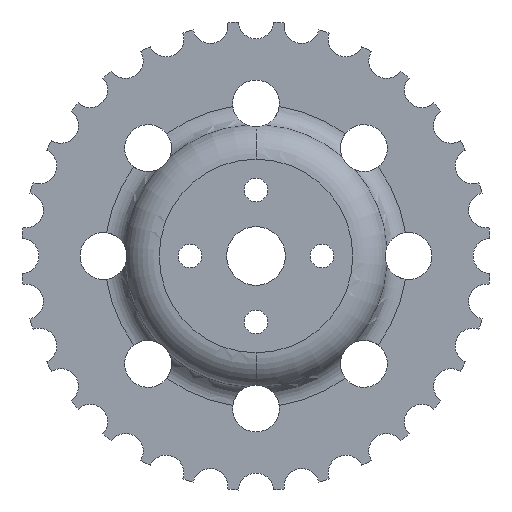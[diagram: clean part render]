
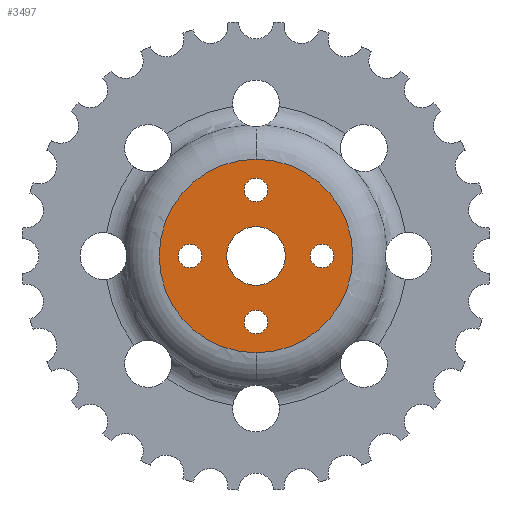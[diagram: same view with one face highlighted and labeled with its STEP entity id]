
A CAD part, front view. The second image highlights one B-rep face of the part: STEP entity #3497.
In plain terms, the highlighted planar face has unit normal (0, -1, 0).
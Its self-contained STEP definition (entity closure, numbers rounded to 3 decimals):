
#5 = CARTESIAN_POINT ( 'NONE',  ( 0., 0., 0. ) ) ;
#13 = AXIS2_PLACEMENT_3D ( 'NONE', #1955, #4895, #2370 ) ;
#54 = EDGE_CURVE ( 'NONE', #957, #353, #635, .T. ) ;
#71 = CARTESIAN_POINT ( 'NONE',  ( 0., 0., 22.5 ) ) ;
#117 = ORIENTED_EDGE ( 'NONE', *, *, #3378, .T. ) ;
#353 = VERTEX_POINT ( 'NONE', #4790 ) ;
#372 = ORIENTED_EDGE ( 'NONE', *, *, #3832, .T. ) ;
#419 = CARTESIAN_POINT ( 'NONE',  ( 0., 0., -22.5 ) ) ;
#427 = CIRCLE ( 'NONE', #1651, 4. ) ;
#432 = DIRECTION ( 'NONE',  ( 0., 1., 0. ) ) ;
#445 = CIRCLE ( 'NONE', #620, 4. ) ;
#475 = EDGE_CURVE ( 'NONE', #832, #2303, #844, .T. ) ;
#496 = DIRECTION ( 'NONE',  ( 1., 0., 0. ) ) ;
#536 = CARTESIAN_POINT ( 'NONE',  ( -22.5, 0., 0. ) ) ;
#584 = DIRECTION ( 'NONE',  ( 0., 1., 0. ) ) ;
#620 = AXIS2_PLACEMENT_3D ( 'NONE', #2493, #3085, #3181 ) ;
#635 = CIRCLE ( 'NONE', #2174, 10. ) ;
#699 = AXIS2_PLACEMENT_3D ( 'NONE', #536, #3475, #960 ) ;
#755 = CIRCLE ( 'NONE', #1857, 4. ) ;
#762 = FACE_BOUND ( 'NONE', #2835, .T. ) ;
#769 = CARTESIAN_POINT ( 'NONE',  ( 0., 0., 22.5 ) ) ;
#773 = DIRECTION ( 'NONE',  ( 0., 0., -1. ) ) ;
#832 = VERTEX_POINT ( 'NONE', #1832 ) ;
#833 = DIRECTION ( 'NONE',  ( 0., 1., 0. ) ) ;
#835 = DIRECTION ( 'NONE',  ( -1., 0., 0. ) ) ;
#844 = CIRCLE ( 'NONE', #5189, 33. ) ;
#957 = VERTEX_POINT ( 'NONE', #2106 ) ;
#960 = DIRECTION ( 'NONE',  ( 0., 0., 1. ) ) ;
#967 = VERTEX_POINT ( 'NONE', #3158 ) ;
#1055 = EDGE_LOOP ( 'NONE', ( #3408, #2705 ) ) ;
#1179 = DIRECTION ( 'NONE',  ( 1., 0., 0. ) ) ;
#1212 = CARTESIAN_POINT ( 'NONE',  ( 0., 0., 0. ) ) ;
#1422 = VERTEX_POINT ( 'NONE', #2585 ) ;
#1484 = CARTESIAN_POINT ( 'NONE',  ( 0., 0., -26.5 ) ) ;
#1490 = AXIS2_PLACEMENT_3D ( 'NONE', #3344, #833, #3757 ) ;
#1651 = AXIS2_PLACEMENT_3D ( 'NONE', #4475, #1948, #4891 ) ;
#1750 = VERTEX_POINT ( 'NONE', #4036 ) ;
#1793 = CARTESIAN_POINT ( 'NONE',  ( 0., 0., -22.5 ) ) ;
#1805 = VERTEX_POINT ( 'NONE', #5266 ) ;
#1832 = CARTESIAN_POINT ( 'NONE',  ( 0., 0., 33. ) ) ;
#1857 = AXIS2_PLACEMENT_3D ( 'NONE', #419, #3345, #835 ) ;
#1929 = EDGE_CURVE ( 'NONE', #4867, #1750, #445, .T. ) ;
#1948 = DIRECTION ( 'NONE',  ( 0., 1., 0. ) ) ;
#1955 = CARTESIAN_POINT ( 'NONE',  ( 0., 0., 0. ) ) ;
#2106 = CARTESIAN_POINT ( 'NONE',  ( 0., 0., 10. ) ) ;
#2174 = AXIS2_PLACEMENT_3D ( 'NONE', #3242, #3139, #3420 ) ;
#2197 = CIRCLE ( 'NONE', #4599, 4. ) ;
#2199 = EDGE_LOOP ( 'NONE', ( #3924, #3624 ) ) ;
#2222 = DIRECTION ( 'NONE',  ( -1., 0., 0. ) ) ;
#2248 = CARTESIAN_POINT ( 'NONE',  ( 0., 0., 18.5 ) ) ;
#2303 = VERTEX_POINT ( 'NONE', #2977 ) ;
#2327 = VERTEX_POINT ( 'NONE', #2248 ) ;
#2370 = DIRECTION ( 'NONE',  ( 0., 0., -1. ) ) ;
#2444 = CIRCLE ( 'NONE', #699, 4. ) ;
#2493 = CARTESIAN_POINT ( 'NONE',  ( -22.5, 0., 0. ) ) ;
#2585 = CARTESIAN_POINT ( 'NONE',  ( 0., 0., -18.5 ) ) ;
#2620 = AXIS2_PLACEMENT_3D ( 'NONE', #5, #432, #3358 ) ;
#2650 = AXIS2_PLACEMENT_3D ( 'NONE', #3093, #584, #3509 ) ;
#2658 = EDGE_CURVE ( 'NONE', #1805, #3921, #3653, .T. ) ;
#2705 = ORIENTED_EDGE ( 'NONE', *, *, #3645, .T. ) ;
#2737 = FACE_OUTER_BOUND ( 'NONE', #3070, .T. ) ;
#2821 = ORIENTED_EDGE ( 'NONE', *, *, #2838, .T. ) ;
#2835 = EDGE_LOOP ( 'NONE', ( #117, #3325 ) ) ;
#2838 = EDGE_CURVE ( 'NONE', #2303, #832, #5351, .T. ) ;
#2920 = PLANE ( 'NONE',  #2620 ) ;
#2977 = CARTESIAN_POINT ( 'NONE',  ( 0., 0., -33. ) ) ;
#3010 = DIRECTION ( 'NONE',  ( 0., 1., 0. ) ) ;
#3056 = EDGE_LOOP ( 'NONE', ( #5105, #4432 ) ) ;
#3070 = EDGE_LOOP ( 'NONE', ( #2821, #5056 ) ) ;
#3085 = DIRECTION ( 'NONE',  ( 0., 1., 0. ) ) ;
#3093 = CARTESIAN_POINT ( 'NONE',  ( 22.5, 0., 0. ) ) ;
#3139 = DIRECTION ( 'NONE',  ( 0., 1., 0. ) ) ;
#3158 = CARTESIAN_POINT ( 'NONE',  ( 0., 0., 26.5 ) ) ;
#3181 = DIRECTION ( 'NONE',  ( 0., 0., 1. ) ) ;
#3231 = CARTESIAN_POINT ( 'NONE',  ( 22.5, 0., 4. ) ) ;
#3242 = CARTESIAN_POINT ( 'NONE',  ( 0., 0., 0. ) ) ;
#3253 = EDGE_LOOP ( 'NONE', ( #372, #4116 ) ) ;
#3254 = CIRCLE ( 'NONE', #5264, 4. ) ;
#3325 = ORIENTED_EDGE ( 'NONE', *, *, #5274, .T. ) ;
#3344 = CARTESIAN_POINT ( 'NONE',  ( 0., 0., 0. ) ) ;
#3345 = DIRECTION ( 'NONE',  ( 0., 1., 0. ) ) ;
#3358 = DIRECTION ( 'NONE',  ( 0., 0., 1. ) ) ;
#3378 = EDGE_CURVE ( 'NONE', #967, #2327, #3254, .T. ) ;
#3408 = ORIENTED_EDGE ( 'NONE', *, *, #4030, .T. ) ;
#3420 = DIRECTION ( 'NONE',  ( 0., 0., 1. ) ) ;
#3471 = EDGE_CURVE ( 'NONE', #353, #957, #5345, .T. ) ;
#3475 = DIRECTION ( 'NONE',  ( 0., 1., 0. ) ) ;
#3497 = ADVANCED_FACE ( 'NONE', ( #762, #5091, #4957, #3975, #3829, #2737 ), #2920, .F. ) ;
#3509 = DIRECTION ( 'NONE',  ( 0., 0., -1. ) ) ;
#3624 = ORIENTED_EDGE ( 'NONE', *, *, #1929, .T. ) ;
#3645 = EDGE_CURVE ( 'NONE', #4863, #1422, #2197, .T. ) ;
#3653 = CIRCLE ( 'NONE', #2650, 4. ) ;
#3688 = DIRECTION ( 'NONE',  ( 0., 1., 0. ) ) ;
#3712 = DIRECTION ( 'NONE',  ( 0., -1., 0. ) ) ;
#3757 = DIRECTION ( 'NONE',  ( 0., 0., 1. ) ) ;
#3829 = FACE_BOUND ( 'NONE', #3056, .T. ) ;
#3832 = EDGE_CURVE ( 'NONE', #3921, #1805, #427, .T. ) ;
#3921 = VERTEX_POINT ( 'NONE', #3231 ) ;
#3924 = ORIENTED_EDGE ( 'NONE', *, *, #4781, .T. ) ;
#3975 = FACE_BOUND ( 'NONE', #2199, .T. ) ;
#4030 = EDGE_CURVE ( 'NONE', #1422, #4863, #755, .T. ) ;
#4036 = CARTESIAN_POINT ( 'NONE',  ( -22.5, 0., 4. ) ) ;
#4116 = ORIENTED_EDGE ( 'NONE', *, *, #2658, .T. ) ;
#4234 = AXIS2_PLACEMENT_3D ( 'NONE', #71, #3010, #496 ) ;
#4432 = ORIENTED_EDGE ( 'NONE', *, *, #3471, .T. ) ;
#4439 = CARTESIAN_POINT ( 'NONE',  ( -22.5, 0., -4. ) ) ;
#4475 = CARTESIAN_POINT ( 'NONE',  ( 22.5, 0., 0. ) ) ;
#4599 = AXIS2_PLACEMENT_3D ( 'NONE', #1793, #4754, #2222 ) ;
#4754 = DIRECTION ( 'NONE',  ( 0., 1., 0. ) ) ;
#4781 = EDGE_CURVE ( 'NONE', #1750, #4867, #2444, .T. ) ;
#4790 = CARTESIAN_POINT ( 'NONE',  ( 0., 0., -10. ) ) ;
#4863 = VERTEX_POINT ( 'NONE', #1484 ) ;
#4867 = VERTEX_POINT ( 'NONE', #4439 ) ;
#4891 = DIRECTION ( 'NONE',  ( 0., 0., -1. ) ) ;
#4895 = DIRECTION ( 'NONE',  ( 0., -1., 0. ) ) ;
#4917 = CIRCLE ( 'NONE', #4234, 4. ) ;
#4957 = FACE_BOUND ( 'NONE', #1055, .T. ) ;
#5056 = ORIENTED_EDGE ( 'NONE', *, *, #475, .T. ) ;
#5091 = FACE_BOUND ( 'NONE', #3253, .T. ) ;
#5105 = ORIENTED_EDGE ( 'NONE', *, *, #54, .T. ) ;
#5189 = AXIS2_PLACEMENT_3D ( 'NONE', #1212, #3712, #773 ) ;
#5264 = AXIS2_PLACEMENT_3D ( 'NONE', #769, #3688, #1179 ) ;
#5266 = CARTESIAN_POINT ( 'NONE',  ( 22.5, 0., -4. ) ) ;
#5274 = EDGE_CURVE ( 'NONE', #2327, #967, #4917, .T. ) ;
#5345 = CIRCLE ( 'NONE', #1490, 10. ) ;
#5351 = CIRCLE ( 'NONE', #13, 33. ) ;
